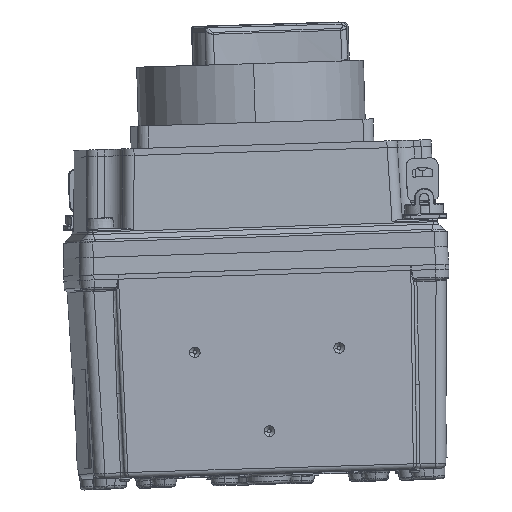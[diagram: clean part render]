
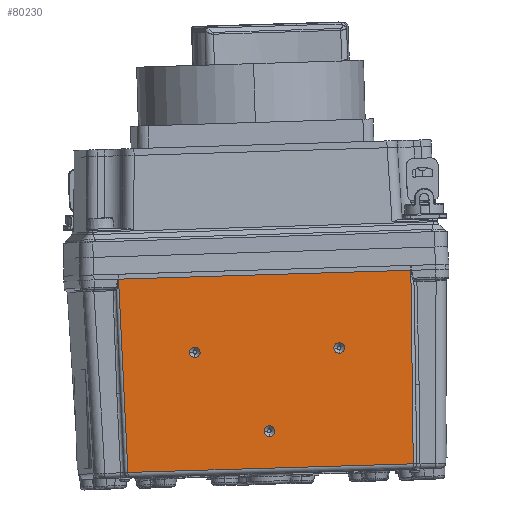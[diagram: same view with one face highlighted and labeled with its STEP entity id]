
A CAD part, top view. The second image highlights one B-rep face of the part: STEP entity #80230.
In plain terms, the highlighted face is planar.
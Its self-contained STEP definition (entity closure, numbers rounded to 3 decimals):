
#1401 = VERTEX_POINT ( 'NONE', #66864 ) ;
#2679 = CARTESIAN_POINT ( 'NONE',  ( 68.013, 148.468, -38.03 ) ) ;
#5568 = ORIENTED_EDGE ( 'NONE', *, *, #55428, .T. ) ;
#6888 = CARTESIAN_POINT ( 'NONE',  ( 6.664, 149.23, -16.204 ) ) ;
#7011 = VECTOR ( 'NONE', #100007, 1000. ) ;
#8845 = VERTEX_POINT ( 'NONE', #56776 ) ;
#9695 = CARTESIAN_POINT ( 'NONE',  ( 69.465, 148.414, -39.575 ) ) ;
#10154 = CIRCLE ( 'NONE', #29582, 1.5 ) ;
#10996 = DIRECTION ( 'NONE',  ( 1., -0.001, -0.031 ) ) ;
#11664 = ORIENTED_EDGE ( 'NONE', *, *, #93079, .T. ) ;
#11975 = EDGE_CURVE ( 'NONE', #66268, #20000, #74386, .T. ) ;
#12027 = CIRCLE ( 'NONE', #39610, 1.5 ) ;
#12084 = AXIS2_PLACEMENT_3D ( 'NONE', #95262, #17602, #10996 ) ;
#12115 = PLANE ( 'NONE',  #50504 ) ;
#12340 = ORIENTED_EDGE ( 'NONE', *, *, #89084, .F. ) ;
#13610 = ORIENTED_EDGE ( 'NONE', *, *, #91825, .T. ) ;
#14921 = DIRECTION ( 'NONE',  ( 0., -0.999, 0.035 ) ) ;
#17602 = DIRECTION ( 'NONE',  ( 0., -0.999, 0.035 ) ) ;
#18029 = CIRCLE ( 'NONE', #90966, 1.5 ) ;
#18405 = EDGE_CURVE ( 'NONE', #54394, #40640, #61536, .T. ) ;
#18926 = CARTESIAN_POINT ( 'NONE',  ( 26.986, 148.461, -38.241 ) ) ;
#20000 = VERTEX_POINT ( 'NONE', #2679 ) ;
#22527 = CARTESIAN_POINT ( 'NONE',  ( 67.966, 148.416, -39.528 ) ) ;
#23971 = ORIENTED_EDGE ( 'NONE', *, *, #29754, .T. ) ;
#24634 = DIRECTION ( 'NONE',  ( 1., -0.001, -0.031 ) ) ;
#25485 = DIRECTION ( 'NONE',  ( 1., -0.001, -0.031 ) ) ;
#28291 = ORIENTED_EDGE ( 'NONE', *, *, #52318, .T. ) ;
#28312 = FACE_OUTER_BOUND ( 'NONE', #89811, .T. ) ;
#28841 = CARTESIAN_POINT ( 'NONE',  ( 61.981, 149.169, -17.942 ) ) ;
#29582 = AXIS2_PLACEMENT_3D ( 'NONE', #61132, #94131, #41829 ) ;
#29754 = EDGE_CURVE ( 'NONE', #87406, #81876, #77191, .T. ) ;
#30148 = AXIS2_PLACEMENT_3D ( 'NONE', #61522, #83880, #62033 ) ;
#30218 = CARTESIAN_POINT ( 'NONE',  ( 26.986, 148.461, -38.241 ) ) ;
#30661 = EDGE_CURVE ( 'NONE', #81770, #91652, #71090, .T. ) ;
#30864 = EDGE_LOOP ( 'NONE', ( #5568, #90488, #23971 ) ) ;
#31192 = CARTESIAN_POINT ( 'NONE',  ( 6.166, 147.953, -52.785 ) ) ;
#31687 = CARTESIAN_POINT ( 'NONE',  ( 6.415, 148.592, -34.494 ) ) ;
#32709 = ORIENTED_EDGE ( 'NONE', *, *, #18405, .T. ) ;
#33079 = DIRECTION ( 'NONE',  ( 0., -0.999, 0.035 ) ) ;
#34434 = FACE_BOUND ( 'NONE', #39680, .T. ) ;
#34749 = AXIS2_PLACEMENT_3D ( 'NONE', #65120, #43278, #96092 ) ;
#38750 = DIRECTION ( 'NONE',  ( 1., -0.001, -0.031 ) ) ;
#39154 = EDGE_LOOP ( 'NONE', ( #13610, #89435, #28291 ) ) ;
#39610 = AXIS2_PLACEMENT_3D ( 'NONE', #18926, #89949, #49898 ) ;
#39680 = EDGE_LOOP ( 'NONE', ( #91287, #52883, #11664 ) ) ;
#40640 = VERTEX_POINT ( 'NONE', #44223 ) ;
#41829 = DIRECTION ( 'NONE',  ( 1., -0.001, -0.031 ) ) ;
#42809 = CIRCLE ( 'NONE', #34749, 1.5 ) ;
#43049 = CARTESIAN_POINT ( 'NONE',  ( 67.966, 148.416, -39.528 ) ) ;
#43278 = DIRECTION ( 'NONE',  ( 0., -0.999, 0.035 ) ) ;
#43346 = CARTESIAN_POINT ( 'NONE',  ( 89.639, 149.139, -18.812 ) ) ;
#44223 = CARTESIAN_POINT ( 'NONE',  ( 6.664, 149.23, -16.204 ) ) ;
#45500 = AXIS2_PLACEMENT_3D ( 'NONE', #94523, #33079, #25485 ) ;
#46839 = EDGE_CURVE ( 'NONE', #40640, #81770, #84081, .T. ) ;
#47554 = CARTESIAN_POINT ( 'NONE',  ( 86.93, 147.226, -73.62 ) ) ;
#47724 = CIRCLE ( 'NONE', #12084, 1.5 ) ;
#48426 = CARTESIAN_POINT ( 'NONE',  ( 5.917, 147.315, -71.075 ) ) ;
#49898 = DIRECTION ( 'NONE',  ( 1., -0.001, -0.031 ) ) ;
#50504 = AXIS2_PLACEMENT_3D ( 'NONE', #74518, #65403, #73527 ) ;
#51602 = CIRCLE ( 'NONE', #54756, 1.5 ) ;
#52318 = EDGE_CURVE ( 'NONE', #20000, #8845, #18029, .T. ) ;
#52883 = ORIENTED_EDGE ( 'NONE', *, *, #69712, .T. ) ;
#54394 = VERTEX_POINT ( 'NONE', #48426 ) ;
#54756 = AXIS2_PLACEMENT_3D ( 'NONE', #30218, #60185, #24634 ) ;
#55428 = EDGE_CURVE ( 'NONE', #81876, #92862, #10154, .T. ) ;
#56630 = ORIENTED_EDGE ( 'NONE', *, *, #46839, .T. ) ;
#56776 = CARTESIAN_POINT ( 'NONE',  ( 67.919, 148.364, -41.026 ) ) ;
#57444 = CARTESIAN_POINT ( 'NONE',  ( 27.033, 148.513, -36.742 ) ) ;
#58273 = FACE_BOUND ( 'NONE', #30864, .T. ) ;
#60185 = DIRECTION ( 'NONE',  ( 0., -0.999, 0.035 ) ) ;
#61097 = CARTESIAN_POINT ( 'NONE',  ( 48.253, 147.635, -61.906 ) ) ;
#61132 = CARTESIAN_POINT ( 'NONE',  ( 46.754, 147.636, -61.859 ) ) ;
#61522 = CARTESIAN_POINT ( 'NONE',  ( 46.754, 147.636, -61.859 ) ) ;
#61536 = B_SPLINE_CURVE_WITH_KNOTS ( 'NONE', 3,
 ( #85502, #31192, #31687, #6888 ),
 .UNSPECIFIED., .F., .F.,
 ( 4, 4 ),
 ( 0., 1. ),
 .UNSPECIFIED. ) ;
#62033 = DIRECTION ( 'NONE',  ( 0.031, 0.035, 0.999 ) ) ;
#64007 = DIRECTION ( 'NONE',  ( 0.031, 0.035, 0.999 ) ) ;
#64455 = AXIS2_PLACEMENT_3D ( 'NONE', #22527, #14921, #38750 ) ;
#65120 = CARTESIAN_POINT ( 'NONE',  ( 26.986, 148.461, -38.241 ) ) ;
#65403 = DIRECTION ( 'NONE',  ( 0., 0.999, -0.035 ) ) ;
#66268 = VERTEX_POINT ( 'NONE', #9695 ) ;
#66864 = CARTESIAN_POINT ( 'NONE',  ( 26.939, 148.409, -39.739 ) ) ;
#67379 = FACE_BOUND ( 'NONE', #39154, .T. ) ;
#68095 = EDGE_CURVE ( 'NONE', #92862, #87406, #98996, .T. ) ;
#69542 = CARTESIAN_POINT ( 'NONE',  ( 89.639, 149.139, -18.812 ) ) ;
#69712 = EDGE_CURVE ( 'NONE', #93851, #100381, #51602, .T. ) ;
#71090 = B_SPLINE_CURVE_WITH_KNOTS ( 'NONE', 3,
 ( #43346, #75296, #76289, #74804 ),
 .UNSPECIFIED., .F., .F.,
 ( 4, 4 ),
 ( 0., 1. ),
 .UNSPECIFIED. ) ;
#71645 = DIRECTION ( 'NONE',  ( 0., -0.999, 0.035 ) ) ;
#73527 = DIRECTION ( 'NONE',  ( -1., 0.001, 0.031 ) ) ;
#74386 = CIRCLE ( 'NONE', #64455, 1.5 ) ;
#74518 = CARTESIAN_POINT ( 'NONE',  ( 3.898, 147.265, -72.512 ) ) ;
#74804 = CARTESIAN_POINT ( 'NONE',  ( 86.93, 147.226, -73.62 ) ) ;
#75296 = CARTESIAN_POINT ( 'NONE',  ( 88.736, 148.501, -37.081 ) ) ;
#76289 = CARTESIAN_POINT ( 'NONE',  ( 87.833, 147.864, -55.35 ) ) ;
#77191 = CIRCLE ( 'NONE', #30148, 1.5 ) ;
#79580 = LINE ( 'NONE', #95791, #7011 ) ;
#80230 = ADVANCED_FACE ( 'NONE', ( #28312, #34434, #58273, #67379 ), #12115, .T. ) ;
#80884 = CARTESIAN_POINT ( 'NONE',  ( 28.485, 148.459, -38.288 ) ) ;
#81325 = ORIENTED_EDGE ( 'NONE', *, *, #30661, .T. ) ;
#81770 = VERTEX_POINT ( 'NONE', #69542 ) ;
#81876 = VERTEX_POINT ( 'NONE', #98410 ) ;
#83880 = DIRECTION ( 'NONE',  ( 0., -0.999, 0.035 ) ) ;
#84081 = B_SPLINE_CURVE_WITH_KNOTS ( 'NONE', 3,
 ( #90270, #98905, #28841, #89774 ),
 .UNSPECIFIED., .F., .F.,
 ( 4, 4 ),
 ( 0., 1. ),
 .UNSPECIFIED. ) ;
#84613 = CARTESIAN_POINT ( 'NONE',  ( 46.801, 147.689, -60.361 ) ) ;
#85502 = CARTESIAN_POINT ( 'NONE',  ( 5.917, 147.315, -71.075 ) ) ;
#87406 = VERTEX_POINT ( 'NONE', #84613 ) ;
#89084 = EDGE_CURVE ( 'NONE', #54394, #91652, #79580, .T. ) ;
#89435 = ORIENTED_EDGE ( 'NONE', *, *, #11975, .T. ) ;
#89774 = CARTESIAN_POINT ( 'NONE',  ( 89.639, 149.139, -18.812 ) ) ;
#89811 = EDGE_LOOP ( 'NONE', ( #81325, #12340, #32709, #56630 ) ) ;
#89949 = DIRECTION ( 'NONE',  ( 0., -0.999, 0.035 ) ) ;
#90270 = CARTESIAN_POINT ( 'NONE',  ( 6.664, 149.23, -16.204 ) ) ;
#90488 = ORIENTED_EDGE ( 'NONE', *, *, #68095, .T. ) ;
#90966 = AXIS2_PLACEMENT_3D ( 'NONE', #43049, #71645, #64007 ) ;
#91287 = ORIENTED_EDGE ( 'NONE', *, *, #93124, .T. ) ;
#91652 = VERTEX_POINT ( 'NONE', #47554 ) ;
#91825 = EDGE_CURVE ( 'NONE', #8845, #66268, #47724, .T. ) ;
#92862 = VERTEX_POINT ( 'NONE', #61097 ) ;
#93079 = EDGE_CURVE ( 'NONE', #100381, #1401, #42809, .T. ) ;
#93124 = EDGE_CURVE ( 'NONE', #1401, #93851, #12027, .T. ) ;
#93851 = VERTEX_POINT ( 'NONE', #80884 ) ;
#94131 = DIRECTION ( 'NONE',  ( 0., -0.999, 0.035 ) ) ;
#94523 = CARTESIAN_POINT ( 'NONE',  ( 46.754, 147.636, -61.859 ) ) ;
#95262 = CARTESIAN_POINT ( 'NONE',  ( 67.966, 148.416, -39.528 ) ) ;
#95791 = CARTESIAN_POINT ( 'NONE',  ( 5.917, 147.315, -71.075 ) ) ;
#96092 = DIRECTION ( 'NONE',  ( 0.031, 0.035, 0.999 ) ) ;
#98410 = CARTESIAN_POINT ( 'NONE',  ( 46.707, 147.584, -63.357 ) ) ;
#98905 = CARTESIAN_POINT ( 'NONE',  ( 34.322, 149.2, -17.073 ) ) ;
#98996 = CIRCLE ( 'NONE', #45500, 1.5 ) ;
#100007 = DIRECTION ( 'NONE',  ( 1., -0.001, -0.031 ) ) ;
#100381 = VERTEX_POINT ( 'NONE', #57444 ) ;
